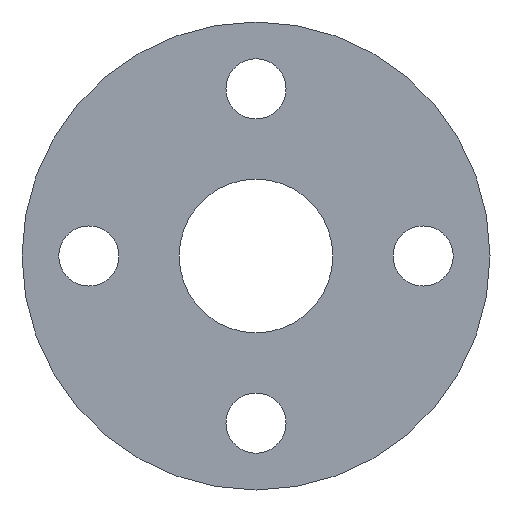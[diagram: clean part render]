
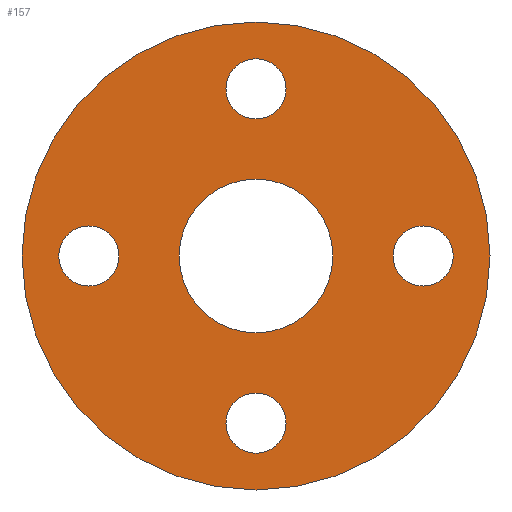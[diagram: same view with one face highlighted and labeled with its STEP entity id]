
A CAD part, front view. The second image highlights one B-rep face of the part: STEP entity #157.
In plain terms, the highlighted planar face has unit normal (0, -1, 0).
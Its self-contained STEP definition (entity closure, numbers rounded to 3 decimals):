
#1 = AXIS2_PLACEMENT_3D ( 'NONE', #79, #324, #445 ) ;
#2 = DIRECTION ( 'NONE',  ( 0., 0., -1. ) ) ;
#6 = ORIENTED_EDGE ( 'NONE', *, *, #69, .F. ) ;
#11 = CIRCLE ( 'NONE', #378, 70. ) ;
#15 = VERTEX_POINT ( 'NONE', #45 ) ;
#16 = DIRECTION ( 'NONE',  ( 1., 0., 0. ) ) ;
#21 = CIRCLE ( 'NONE', #449, 9. ) ;
#27 = ORIENTED_EDGE ( 'NONE', *, *, #403, .F. ) ;
#33 = VERTEX_POINT ( 'NONE', #96 ) ;
#36 = VERTEX_POINT ( 'NONE', #415 ) ;
#40 = DIRECTION ( 'NONE',  ( 0., 0., -1. ) ) ;
#45 = CARTESIAN_POINT ( 'NONE',  ( 0., 0., -70. ) ) ;
#46 = CARTESIAN_POINT ( 'NONE',  ( 41., 0., 0. ) ) ;
#56 = CARTESIAN_POINT ( 'NONE',  ( 0., 0., 23. ) ) ;
#61 = ORIENTED_EDGE ( 'NONE', *, *, #533, .T. ) ;
#62 = DIRECTION ( 'NONE',  ( 1., 0., 0. ) ) ;
#69 = EDGE_CURVE ( 'NONE', #309, #33, #280, .T. ) ;
#79 = CARTESIAN_POINT ( 'NONE',  ( 0., 0., 0. ) ) ;
#86 = FACE_BOUND ( 'NONE', #507, .T. ) ;
#90 = AXIS2_PLACEMENT_3D ( 'NONE', #582, #497, #40 ) ;
#91 = ORIENTED_EDGE ( 'NONE', *, *, #320, .F. ) ;
#96 = CARTESIAN_POINT ( 'NONE',  ( 0., 0., -59. ) ) ;
#105 = VERTEX_POINT ( 'NONE', #56 ) ;
#113 = DIRECTION ( 'NONE',  ( 0., -1., 0. ) ) ;
#117 = ORIENTED_EDGE ( 'NONE', *, *, #242, .F. ) ;
#131 = DIRECTION ( 'NONE',  ( 0., -1., 0. ) ) ;
#141 = VERTEX_POINT ( 'NONE', #319 ) ;
#150 = CIRCLE ( 'NONE', #225, 9. ) ;
#152 = DIRECTION ( 'NONE',  ( 0., -1., 0. ) ) ;
#156 = DIRECTION ( 'NONE',  ( 0., -1., 0. ) ) ;
#157 = ADVANCED_FACE ( 'NONE', ( #181, #86, #500, #442, #490, #536 ), #306, .T. ) ;
#160 = CIRCLE ( 'NONE', #287, 9. ) ;
#161 = DIRECTION ( 'NONE',  ( 0., 1., 0. ) ) ;
#167 = EDGE_CURVE ( 'NONE', #422, #36, #273, .T. ) ;
#181 = FACE_BOUND ( 'NONE', #428, .T. ) ;
#189 = VERTEX_POINT ( 'NONE', #454 ) ;
#200 = EDGE_CURVE ( 'NONE', #15, #539, #11, .T. ) ;
#205 = EDGE_CURVE ( 'NONE', #33, #309, #425, .T. ) ;
#220 = AXIS2_PLACEMENT_3D ( 'NONE', #467, #222, #2 ) ;
#221 = AXIS2_PLACEMENT_3D ( 'NONE', #256, #131, #397 ) ;
#222 = DIRECTION ( 'NONE',  ( 0., -1., 0. ) ) ;
#225 = AXIS2_PLACEMENT_3D ( 'NONE', #432, #113, #299 ) ;
#242 = EDGE_CURVE ( 'NONE', #189, #453, #21, .T. ) ;
#251 = CARTESIAN_POINT ( 'NONE',  ( 0., 0., -41. ) ) ;
#255 = CIRCLE ( 'NONE', #1, 70. ) ;
#256 = CARTESIAN_POINT ( 'NONE',  ( -50., 0., 0. ) ) ;
#262 = CARTESIAN_POINT ( 'NONE',  ( 0., 0., 50. ) ) ;
#273 = CIRCLE ( 'NONE', #221, 9. ) ;
#274 = EDGE_LOOP ( 'NONE', ( #61, #547 ) ) ;
#280 = CIRCLE ( 'NONE', #220, 9. ) ;
#286 = AXIS2_PLACEMENT_3D ( 'NONE', #530, #434, #16 ) ;
#287 = AXIS2_PLACEMENT_3D ( 'NONE', #392, #156, #431 ) ;
#290 = EDGE_CURVE ( 'NONE', #36, #422, #160, .T. ) ;
#295 = CARTESIAN_POINT ( 'NONE',  ( 50., 0., 0. ) ) ;
#297 = CARTESIAN_POINT ( 'NONE',  ( 0., 0., 0. ) ) ;
#299 = DIRECTION ( 'NONE',  ( 0., 0., 1. ) ) ;
#303 = CARTESIAN_POINT ( 'NONE',  ( -41., 0., 0. ) ) ;
#305 = CIRCLE ( 'NONE', #383, 23. ) ;
#306 = PLANE ( 'NONE',  #532 ) ;
#309 = VERTEX_POINT ( 'NONE', #251 ) ;
#319 = CARTESIAN_POINT ( 'NONE',  ( 0., 0., 59. ) ) ;
#320 = EDGE_CURVE ( 'NONE', #453, #189, #414, .T. ) ;
#324 = DIRECTION ( 'NONE',  ( 0., 1., 0. ) ) ;
#338 = EDGE_CURVE ( 'NONE', #535, #105, #305, .T. ) ;
#342 = EDGE_CURVE ( 'NONE', #552, #141, #150, .T. ) ;
#359 = DIRECTION ( 'NONE',  ( 0., -1., 0. ) ) ;
#378 = AXIS2_PLACEMENT_3D ( 'NONE', #585, #402, #406 ) ;
#380 = DIRECTION ( 'NONE',  ( 0., 0., 1. ) ) ;
#383 = AXIS2_PLACEMENT_3D ( 'NONE', #297, #161, #380 ) ;
#391 = EDGE_LOOP ( 'NONE', ( #117, #91 ) ) ;
#392 = CARTESIAN_POINT ( 'NONE',  ( -50., 0., 0. ) ) ;
#397 = DIRECTION ( 'NONE',  ( -1., 0., 0. ) ) ;
#402 = DIRECTION ( 'NONE',  ( 0., 1., 0. ) ) ;
#403 = EDGE_CURVE ( 'NONE', #141, #552, #458, .T. ) ;
#406 = DIRECTION ( 'NONE',  ( 0., 0., 1. ) ) ;
#409 = DIRECTION ( 'NONE',  ( 0., 0., -1. ) ) ;
#413 = CIRCLE ( 'NONE', #550, 23. ) ;
#414 = CIRCLE ( 'NONE', #286, 9. ) ;
#415 = CARTESIAN_POINT ( 'NONE',  ( -59., 0., 0. ) ) ;
#420 = DIRECTION ( 'NONE',  ( 0., 0., 1. ) ) ;
#422 = VERTEX_POINT ( 'NONE', #303 ) ;
#423 = CARTESIAN_POINT ( 'NONE',  ( 0., 0., 41. ) ) ;
#425 = CIRCLE ( 'NONE', #90, 9. ) ;
#426 = EDGE_CURVE ( 'NONE', #539, #15, #255, .T. ) ;
#427 = CARTESIAN_POINT ( 'NONE',  ( 0., 0., 70. ) ) ;
#428 = EDGE_LOOP ( 'NONE', ( #496, #580 ) ) ;
#431 = DIRECTION ( 'NONE',  ( -1., 0., 0. ) ) ;
#432 = CARTESIAN_POINT ( 'NONE',  ( 0., 0., 50. ) ) ;
#434 = DIRECTION ( 'NONE',  ( 0., -1., 0. ) ) ;
#436 = ORIENTED_EDGE ( 'NONE', *, *, #205, .F. ) ;
#442 = FACE_BOUND ( 'NONE', #570, .T. ) ;
#443 = DIRECTION ( 'NONE',  ( 0., 0., 1. ) ) ;
#445 = DIRECTION ( 'NONE',  ( 0., 0., 1. ) ) ;
#449 = AXIS2_PLACEMENT_3D ( 'NONE', #295, #152, #62 ) ;
#453 = VERTEX_POINT ( 'NONE', #46 ) ;
#454 = CARTESIAN_POINT ( 'NONE',  ( 59., 0., 0. ) ) ;
#455 = ORIENTED_EDGE ( 'NONE', *, *, #200, .F. ) ;
#458 = CIRCLE ( 'NONE', #470, 9. ) ;
#467 = CARTESIAN_POINT ( 'NONE',  ( 0., 0., -50. ) ) ;
#470 = AXIS2_PLACEMENT_3D ( 'NONE', #262, #359, #443 ) ;
#490 = FACE_BOUND ( 'NONE', #274, .T. ) ;
#496 = ORIENTED_EDGE ( 'NONE', *, *, #290, .F. ) ;
#497 = DIRECTION ( 'NONE',  ( 0., -1., 0. ) ) ;
#499 = ORIENTED_EDGE ( 'NONE', *, *, #342, .F. ) ;
#500 = FACE_BOUND ( 'NONE', #391, .T. ) ;
#507 = EDGE_LOOP ( 'NONE', ( #27, #499 ) ) ;
#509 = ORIENTED_EDGE ( 'NONE', *, *, #426, .F. ) ;
#530 = CARTESIAN_POINT ( 'NONE',  ( 50., 0., 0. ) ) ;
#532 = AXIS2_PLACEMENT_3D ( 'NONE', #589, #595, #409 ) ;
#533 = EDGE_CURVE ( 'NONE', #105, #535, #413, .T. ) ;
#535 = VERTEX_POINT ( 'NONE', #565 ) ;
#536 = FACE_OUTER_BOUND ( 'NONE', #555, .T. ) ;
#539 = VERTEX_POINT ( 'NONE', #427 ) ;
#547 = ORIENTED_EDGE ( 'NONE', *, *, #338, .T. ) ;
#550 = AXIS2_PLACEMENT_3D ( 'NONE', #556, #558, #420 ) ;
#552 = VERTEX_POINT ( 'NONE', #423 ) ;
#555 = EDGE_LOOP ( 'NONE', ( #509, #455 ) ) ;
#556 = CARTESIAN_POINT ( 'NONE',  ( 0., 0., 0. ) ) ;
#558 = DIRECTION ( 'NONE',  ( 0., 1., 0. ) ) ;
#565 = CARTESIAN_POINT ( 'NONE',  ( 0., 0., -23. ) ) ;
#570 = EDGE_LOOP ( 'NONE', ( #436, #6 ) ) ;
#580 = ORIENTED_EDGE ( 'NONE', *, *, #167, .F. ) ;
#582 = CARTESIAN_POINT ( 'NONE',  ( 0., 0., -50. ) ) ;
#585 = CARTESIAN_POINT ( 'NONE',  ( 0., 0., 0. ) ) ;
#589 = CARTESIAN_POINT ( 'NONE',  ( -70., 0., 0. ) ) ;
#595 = DIRECTION ( 'NONE',  ( 0., -1., 0. ) ) ;
